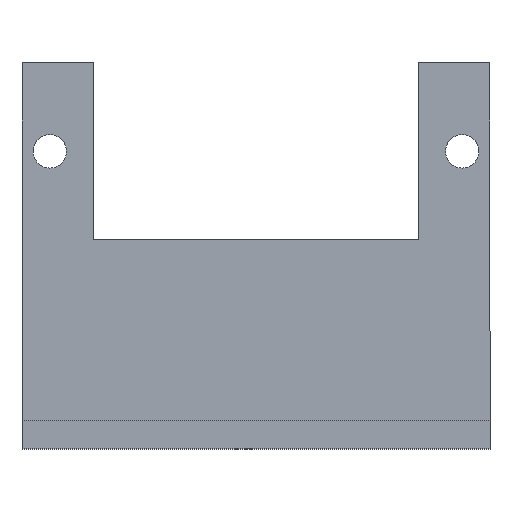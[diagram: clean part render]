
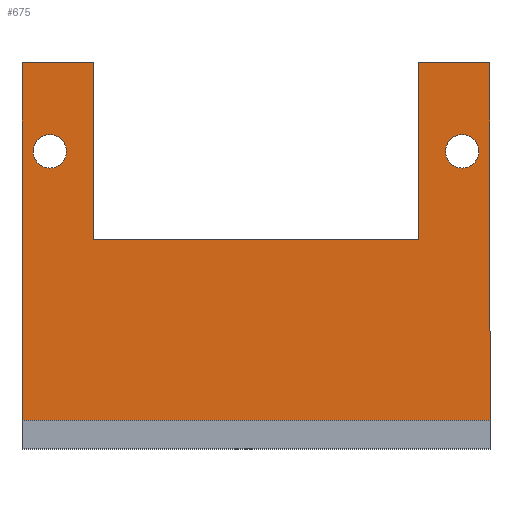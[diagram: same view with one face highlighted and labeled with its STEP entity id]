
A CAD part, top view. The second image highlights one B-rep face of the part: STEP entity #675.
In plain terms, the highlighted planar face has unit normal (0, 0, 1).
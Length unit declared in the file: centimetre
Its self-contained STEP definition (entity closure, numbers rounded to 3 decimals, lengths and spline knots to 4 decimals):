
#8 = CARTESIAN_POINT ( 'NONE',  ( 0.0775, 2.087, 0.6 ) ) ;
#15 = LINE ( 'NONE', #446, #622 ) ;
#35 = EDGE_CURVE ( 'NONE', #422, #328, #514, .T. ) ;
#42 = DIRECTION ( 'NONE',  ( 0., 0., -1. ) ) ;
#45 = EDGE_CURVE ( 'NONE', #510, #46, #498, .T. ) ;
#46 = VERTEX_POINT ( 'NONE', #235 ) ;
#66 = ORIENTED_EDGE ( 'NONE', *, *, #644, .T. ) ;
#72 = CARTESIAN_POINT ( 'NONE',  ( 0.5, 1.472, 0.6 ) ) ;
#77 = EDGE_CURVE ( 'NONE', #510, #457, #556, .T. ) ;
#84 = DIRECTION ( 'NONE',  ( 1., 0., 0. ) ) ;
#87 = DIRECTION ( 'NONE',  ( -1., 0., 0. ) ) ;
#100 = DIRECTION ( 'NONE',  ( -1., 0., 0. ) ) ;
#107 = EDGE_LOOP ( 'NONE', ( #211, #165, #545, #356, #284, #66, #631, #616 ) ) ;
#115 = LINE ( 'NONE', #488, #142 ) ;
#116 = DIRECTION ( 'NONE',  ( -1., 0., 0. ) ) ;
#120 = CIRCLE ( 'NONE', #502, 0.1175 ) ;
#138 = VERTEX_POINT ( 'NONE', #8 ) ;
#142 = VECTOR ( 'NONE', #546, 100. ) ;
#144 = PLANE ( 'NONE',  #245 ) ;
#147 = LINE ( 'NONE', #517, #357 ) ;
#148 = ORIENTED_EDGE ( 'NONE', *, *, #507, .F. ) ;
#154 = DIRECTION ( 'NONE',  ( -1., 0., 0. ) ) ;
#163 = CARTESIAN_POINT ( 'NONE',  ( 0.195, 2.087, 0.6 ) ) ;
#165 = ORIENTED_EDGE ( 'NONE', *, *, #77, .T. ) ;
#179 = LINE ( 'NONE', #72, #404 ) ;
#180 = EDGE_CURVE ( 'NONE', #457, #200, #15, .T. ) ;
#184 = CARTESIAN_POINT ( 'NONE',  ( 3.282, 0., 0.6 ) ) ;
#189 = CARTESIAN_POINT ( 'NONE',  ( 2.9695, 2.087, 0.6 ) ) ;
#190 = CARTESIAN_POINT ( 'NONE',  ( 0., 0.2, 0.6 ) ) ;
#200 = VERTEX_POINT ( 'NONE', #234 ) ;
#203 = EDGE_LOOP ( 'NONE', ( #148, #662 ) ) ;
#211 = ORIENTED_EDGE ( 'NONE', *, *, #45, .F. ) ;
#215 = EDGE_CURVE ( 'NONE', #314, #659, #179, .T. ) ;
#226 = CIRCLE ( 'NONE', #406, 0.1175 ) ;
#233 = CARTESIAN_POINT ( 'NONE',  ( 3.087, 2.087, 0.6 ) ) ;
#234 = CARTESIAN_POINT ( 'NONE',  ( 2.782, 2.707, 0.6 ) ) ;
#235 = CARTESIAN_POINT ( 'NONE',  ( 0., 0.2, 0.6 ) ) ;
#245 = AXIS2_PLACEMENT_3D ( 'NONE', #303, #42, #154 ) ;
#260 = DIRECTION ( 'NONE',  ( 0., 0., 1. ) ) ;
#263 = CARTESIAN_POINT ( 'NONE',  ( 0.3125, 2.087, 0.6 ) ) ;
#275 = ORIENTED_EDGE ( 'NONE', *, *, #35, .F. ) ;
#276 = EDGE_CURVE ( 'NONE', #328, #422, #120, .T. ) ;
#282 = AXIS2_PLACEMENT_3D ( 'NONE', #163, #260, #100 ) ;
#284 = ORIENTED_EDGE ( 'NONE', *, *, #215, .T. ) ;
#287 = CARTESIAN_POINT ( 'NONE',  ( 2.782, 1.472, 0.6 ) ) ;
#303 = CARTESIAN_POINT ( 'NONE',  ( 0., 0., 0.6 ) ) ;
#305 = CARTESIAN_POINT ( 'NONE',  ( 3.2045, 2.087, 0.6 ) ) ;
#306 = DIRECTION ( 'NONE',  ( 0., 1., 0. ) ) ;
#314 = VERTEX_POINT ( 'NONE', #287 ) ;
#328 = VERTEX_POINT ( 'NONE', #189 ) ;
#338 = LINE ( 'NONE', #372, #416 ) ;
#346 = DIRECTION ( 'NONE',  ( 0., 0., 1. ) ) ;
#355 = CARTESIAN_POINT ( 'NONE',  ( 0.5, 1.472, 0.6 ) ) ;
#356 = ORIENTED_EDGE ( 'NONE', *, *, #627, .T. ) ;
#357 = VECTOR ( 'NONE', #306, 100. ) ;
#358 = DIRECTION ( 'NONE',  ( 0., 0., 1. ) ) ;
#372 = CARTESIAN_POINT ( 'NONE',  ( 0., 2.707, 0.6 ) ) ;
#379 = VECTOR ( 'NONE', #87, 100. ) ;
#399 = VERTEX_POINT ( 'NONE', #263 ) ;
#404 = VECTOR ( 'NONE', #116, 100. ) ;
#406 = AXIS2_PLACEMENT_3D ( 'NONE', #582, #358, #579 ) ;
#416 = VECTOR ( 'NONE', #653, 100. ) ;
#422 = VERTEX_POINT ( 'NONE', #305 ) ;
#426 = EDGE_CURVE ( 'NONE', #399, #138, #226, .T. ) ;
#430 = CARTESIAN_POINT ( 'NONE',  ( 0.5, 2.707, 0.6 ) ) ;
#441 = ORIENTED_EDGE ( 'NONE', *, *, #276, .F. ) ;
#446 = CARTESIAN_POINT ( 'NONE',  ( 3.282, 2.707, 0.6 ) ) ;
#451 = DIRECTION ( 'NONE',  ( 0., 0., 1. ) ) ;
#457 = VERTEX_POINT ( 'NONE', #526 ) ;
#465 = VERTEX_POINT ( 'NONE', #577 ) ;
#467 = FACE_BOUND ( 'NONE', #203, .T. ) ;
#488 = CARTESIAN_POINT ( 'NONE',  ( 0., 0., 0.6 ) ) ;
#498 = LINE ( 'NONE', #190, #379 ) ;
#502 = AXIS2_PLACEMENT_3D ( 'NONE', #684, #346, #84 ) ;
#504 = DIRECTION ( 'NONE',  ( 1., 0., 0. ) ) ;
#507 = EDGE_CURVE ( 'NONE', #138, #399, #658, .T. ) ;
#510 = VERTEX_POINT ( 'NONE', #643 ) ;
#514 = CIRCLE ( 'NONE', #527, 0.1175 ) ;
#517 = CARTESIAN_POINT ( 'NONE',  ( 0.5, 1.472, 0.6 ) ) ;
#524 = VECTOR ( 'NONE', #689, 100. ) ;
#526 = CARTESIAN_POINT ( 'NONE',  ( 3.282, 2.707, 0.6 ) ) ;
#527 = AXIS2_PLACEMENT_3D ( 'NONE', #233, #451, #504 ) ;
#529 = EDGE_LOOP ( 'NONE', ( #441, #275 ) ) ;
#545 = ORIENTED_EDGE ( 'NONE', *, *, #180, .T. ) ;
#546 = DIRECTION ( 'NONE',  ( 0., -1., 0. ) ) ;
#553 = DIRECTION ( 'NONE',  ( -1., 0., 0. ) ) ;
#554 = DIRECTION ( 'NONE',  ( 0., 1., 0. ) ) ;
#556 = LINE ( 'NONE', #184, #637 ) ;
#560 = EDGE_CURVE ( 'NONE', #563, #465, #338, .T. ) ;
#563 = VERTEX_POINT ( 'NONE', #430 ) ;
#577 = CARTESIAN_POINT ( 'NONE',  ( 0., 2.707, 0.6 ) ) ;
#579 = DIRECTION ( 'NONE',  ( -1., 0., 0. ) ) ;
#582 = CARTESIAN_POINT ( 'NONE',  ( 0.195, 2.087, 0.6 ) ) ;
#594 = EDGE_CURVE ( 'NONE', #465, #46, #115, .T. ) ;
#616 = ORIENTED_EDGE ( 'NONE', *, *, #594, .T. ) ;
#622 = VECTOR ( 'NONE', #553, 100. ) ;
#627 = EDGE_CURVE ( 'NONE', #200, #314, #663, .T. ) ;
#631 = ORIENTED_EDGE ( 'NONE', *, *, #560, .T. ) ;
#634 = CARTESIAN_POINT ( 'NONE',  ( 2.782, 1.472, 0.6 ) ) ;
#637 = VECTOR ( 'NONE', #554, 100. ) ;
#640 = FACE_BOUND ( 'NONE', #529, .T. ) ;
#643 = CARTESIAN_POINT ( 'NONE',  ( 3.282, 0.2, 0.6 ) ) ;
#644 = EDGE_CURVE ( 'NONE', #659, #563, #147, .T. ) ;
#653 = DIRECTION ( 'NONE',  ( -1., 0., 0. ) ) ;
#658 = CIRCLE ( 'NONE', #282, 0.1175 ) ;
#659 = VERTEX_POINT ( 'NONE', #355 ) ;
#662 = ORIENTED_EDGE ( 'NONE', *, *, #426, .F. ) ;
#663 = LINE ( 'NONE', #634, #524 ) ;
#675 = ADVANCED_FACE ( 'NONE', ( #467, #640, #692 ), #144, .F. ) ;
#684 = CARTESIAN_POINT ( 'NONE',  ( 3.087, 2.087, 0.6 ) ) ;
#689 = DIRECTION ( 'NONE',  ( 0., -1., 0. ) ) ;
#692 = FACE_OUTER_BOUND ( 'NONE', #107, .T. ) ;
